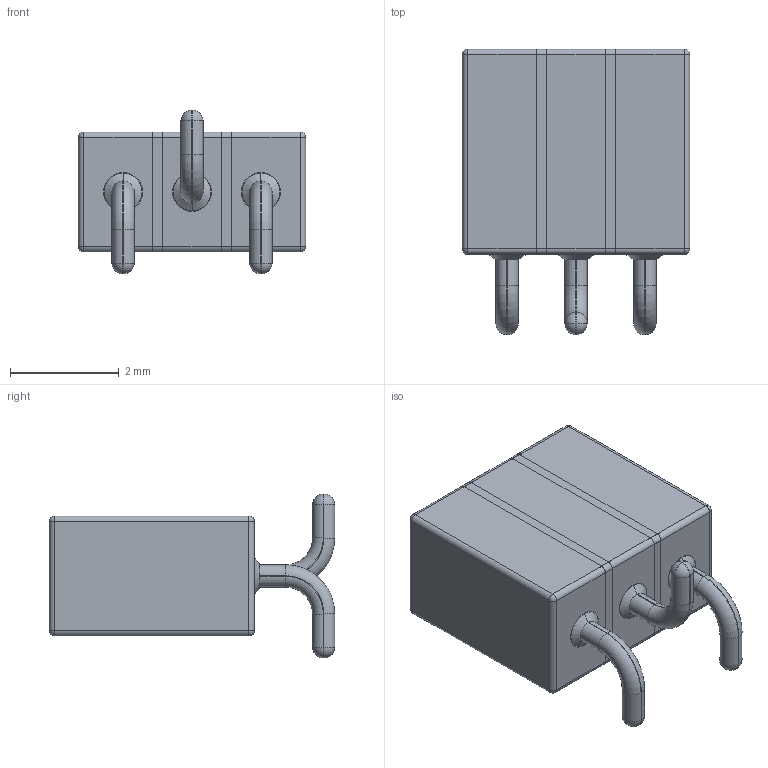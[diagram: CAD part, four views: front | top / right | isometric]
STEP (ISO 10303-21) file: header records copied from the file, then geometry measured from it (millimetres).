
FILE_DESCRIPTION (( 'STEP AP214' ), '1' );
FILE_NAME ('851-xx-003-30-001000.STEP', '2018-08-30T15:43:52', ( '' ), ( '' ), 'SwSTEP 2.0', 'SolidWorks 2014', '' );
FILE_SCHEMA (( 'AUTOMOTIVE_DESIGN' ));
Length unit declared in the file: millimetre
Products named in the file (2): 851-xx-001-30-001000; 851-xx-003-30-001000
Assembly tree (3 placements, depth 2):
  851-xx-003-30-001000
    851-xx-001-30-001000  x3
Bounding box: 4.19 x 5.26 x 3.02 mm (x, y, z)
Volume: 39 mm3; surface area: 207 mm2
Topology: 9 solids, 9 shells, 360 faces, 834 edges, 465 vertices
Faces by surface type: cylinder 150, plane 78, cone 48, torus 42, sphere 36, bspline 6
Entity records: 4456 total; most frequent: CARTESIAN_POINT 881, DIRECTION 636, ORIENTED_EDGE 528, AXIS2_PLACEMENT_3D 268, EDGE_CURVE 264, VERTEX_POINT 155, CIRCLE 144, EDGE_LOOP 129
